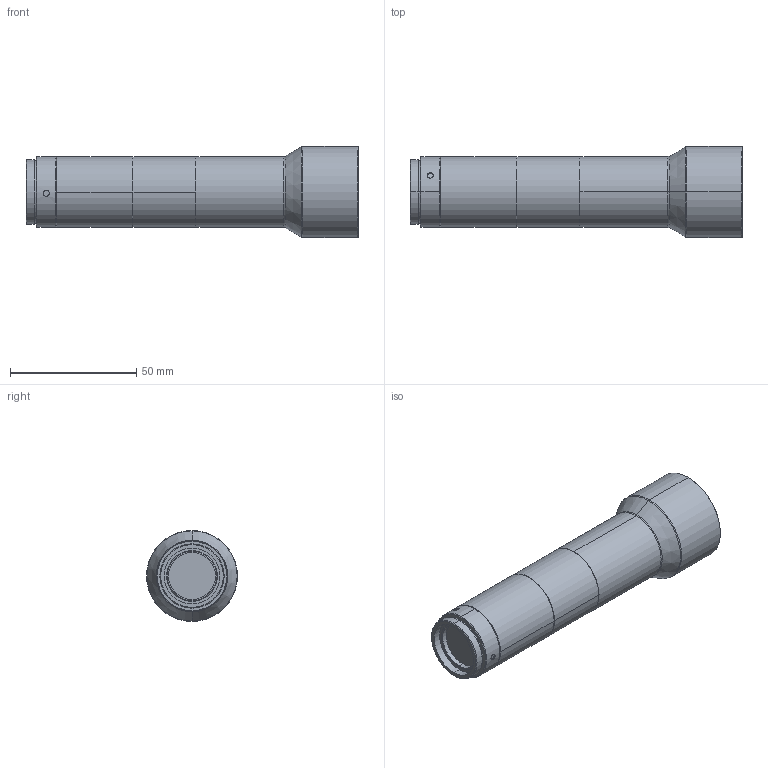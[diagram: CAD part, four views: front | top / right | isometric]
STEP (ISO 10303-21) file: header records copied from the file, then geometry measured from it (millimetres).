
FILE_DESCRIPTION (( 'STEP AP203' ), '1' );
FILE_NAME ('WWK05-110-230.STEP', '2019-12-03T05:53:18', ( 'Windows 蚚誧' ), ( '' ), 'SwSTEP 2.0', 'SolidWorks 2017', '' );
FILE_SCHEMA (( 'CONFIG_CONTROL_DESIGN' ));
Length unit declared in the file: millimetre
Products named in the file (1): WWK05-110-230
Bounding box: 131.28 x 36 x 36 mm (x, y, z)
Volume: 88740.8 mm3; surface area: 14591.2 mm2
Topology: 1 solids, 1 shells, 73 faces, 152 edges, 94 vertices
Faces by surface type: cylinder 33, cone 24, plane 12, bspline 4
Entity records: 2325 total; most frequent: CARTESIAN_POINT 668, DIRECTION 358, ORIENTED_EDGE 304, AXIS2_PLACEMENT_3D 152, EDGE_CURVE 152, VERTEX_POINT 94, EDGE_LOOP 86, CIRCLE 82
